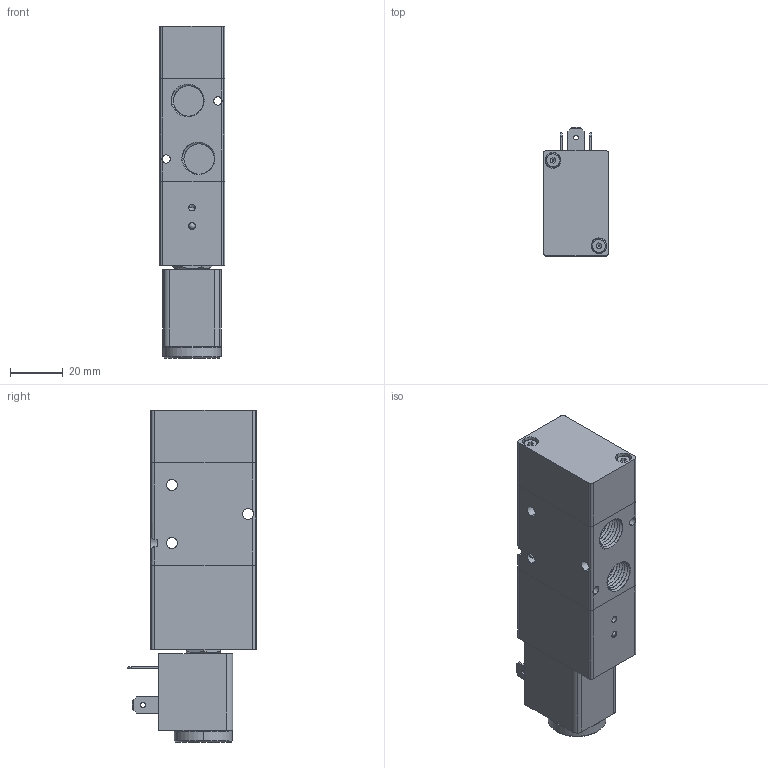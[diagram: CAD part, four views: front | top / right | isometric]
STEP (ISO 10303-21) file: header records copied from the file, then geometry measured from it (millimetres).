
FILE_DESCRIPTION((''),'2;1');
FILE_NAME('01_049_3.stp','2003-01-02T18:38:24',('Branislav Petkovic'),('AZ Pneumatica'),'AutoCAD STEP 2000i','AutoCAD 2000i','Via J. F. Kennedy, 26, 20020 Misinto (MI), ITALY');
FILE_SCHEMA(('CONFIG_CONTROL_DESIGN'));
Length unit declared in the file: millimetre
Products named in the file (12): 01_049_3; 322 TELO; PART1; X22 KOTVA KRATKA; PART2A; STEZAC; PODLOSKA; MAGNET; PART1A; PART1AA; X22 OPRUGA DUZA; PART2
Assembly tree (11 placements, depth 3):
  01_049_3
    322 TELO
      PART1
    X22 KOTVA KRATKA
      PART2A
      STEZAC
      PODLOSKA
    MAGNET
      PART1A
    PART1AA
    X22 OPRUGA DUZA
      PART2
Bounding box: 25 x 49.09 x 125.8 mm (x, y, z)
Surface area: 30033.6 mm2 (no closed solid volume)
Topology: 0 solids, 8 shells, 428 faces, 1106 edges, 709 vertices
Faces by surface type: cylinder 215, plane 141, cone 48, bspline 14, torus 8, sphere 2
Entity records: 22110 total; most frequent: CARTESIAN_POINT 11772, ORIENTED_EDGE 2186, DIRECTION 2008, EDGE_CURVE 1093, AXIS2_PLACEMENT_3D 755, VERTEX_POINT 708, VECTOR 498, LINE 498
